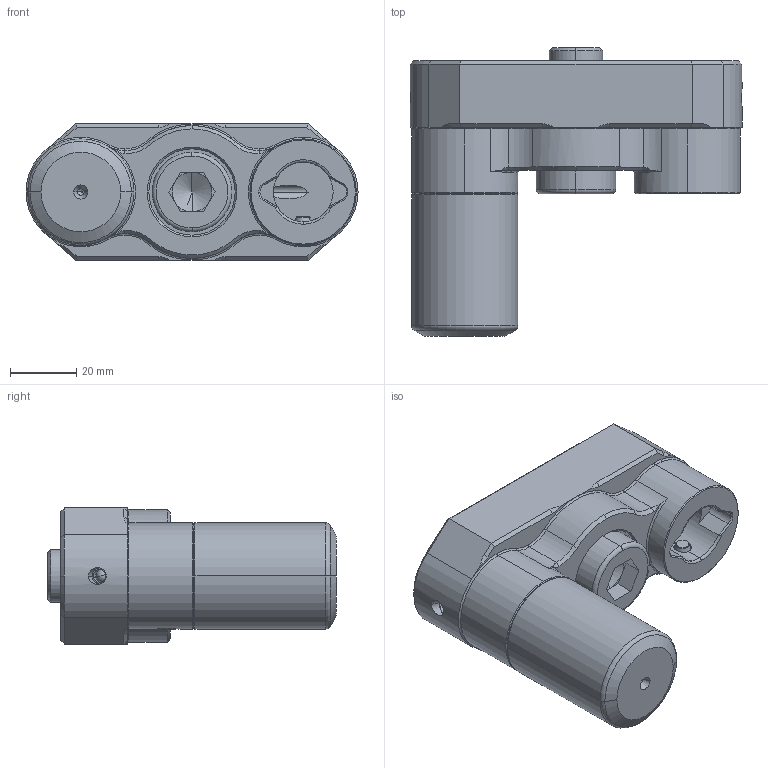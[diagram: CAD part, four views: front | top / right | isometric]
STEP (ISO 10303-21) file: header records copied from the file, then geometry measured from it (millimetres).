
FILE_DESCRIPTION (( 'STEP AP203' ), '1' );
FILE_NAME ('561.032.032.099.STEP', '2018-10-05T11:00:38', ( 'SwiAdmin' ), ( '' ), 'SwSTEP 2.0', 'SolidWorks 2017', '' );
FILE_SCHEMA (( 'CONFIG_CONTROL_DESIGN' ));
Length unit declared in the file: millimetre
Products named in the file (8): 561.032.032.099; DIN 7984 - M16 x 35; KoU-D32.ST3.099_C_KoU-D32.WH4.145; CWF-ST3.Ko1.045_A; ST3-ER2.001.007_A; CWF-ST3.Ko1.045; ST3-ER1.001.008_A; KVT_MB_600_050
Assembly tree (10 placements, depth 3):
  561.032.032.099
    DIN 7984 - M16 x 35
    KoU-D32.ST3.099_C_KoU-D32.WH4.145
    CWF-ST3.Ko1.045
      CWF-ST3.Ko1.045_A
      ST3-ER2.001.007_A  x2
    ST3-ER1.001.008_A  x2
    KVT_MB_600_050  x2
Bounding box: 100 x 87 x 41 mm (x, y, z)
Volume: 125679.9 mm3; surface area: 36241 mm2
Topology: 11 solids, 11 shells, 483 faces, 1147 edges, 669 vertices
Faces by surface type: cone 170, plane 126, cylinder 118, torus 65, sphere 4
Entity records: 13372 total; most frequent: CARTESIAN_POINT 3111, DIRECTION 2086, ORIENTED_EDGE 1910, EDGE_CURVE 955, AXIS2_PLACEMENT_3D 848, VERTEX_POINT 569, CIRCLE 432, EDGE_LOOP 420
